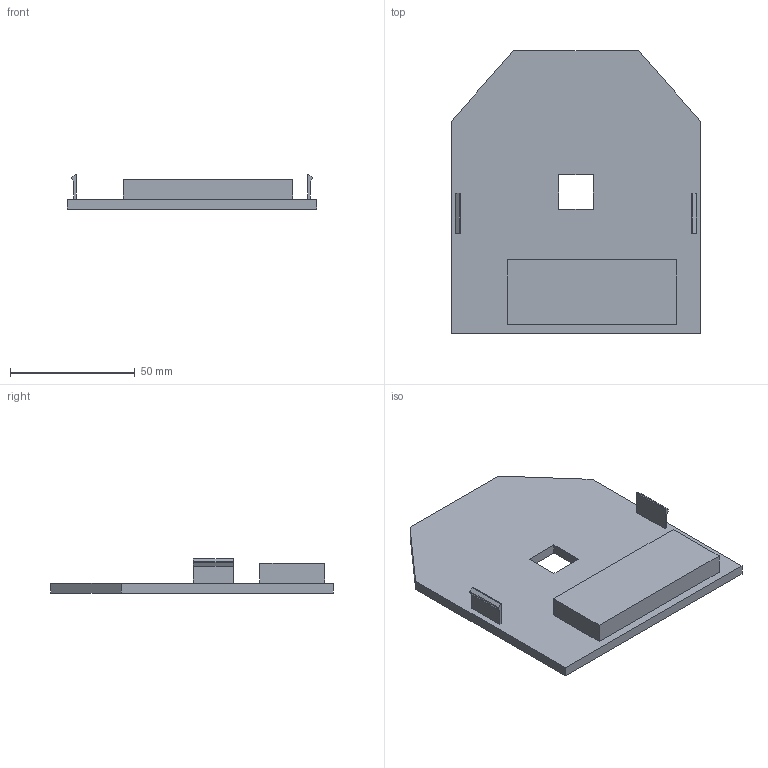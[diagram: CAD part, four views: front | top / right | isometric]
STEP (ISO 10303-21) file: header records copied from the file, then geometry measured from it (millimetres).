
FILE_DESCRIPTION (( 'STEP AP214' ), '1' );
FILE_NAME ('couvercle bloc maître.STEP', '2017-06-24T23:07:07', ( 'babas' ), ( 'WORLDCOMPANY' ), 'SwSTEP 2.0', 'SolidWorks 2015', '' );
FILE_SCHEMA (( 'AUTOMOTIVE_DESIGN' ));
Length unit declared in the file: millimetre
Products named in the file (1): couvercle bloc maître
Bounding box: 100 x 113.2 x 13.75 mm (x, y, z)
Volume: 56165.8 mm3; surface area: 24822.5 mm2
Topology: 1 solids, 1 shells, 35 faces, 90 edges, 60 vertices
Faces by surface type: plane 29, cylinder 6
Entity records: 1094 total; most frequent: CARTESIAN_POINT 186, ORIENTED_EDGE 180, DIRECTION 174, EDGE_CURVE 90, VECTOR 78, LINE 78, VERTEX_POINT 60, AXIS2_PLACEMENT_3D 48
